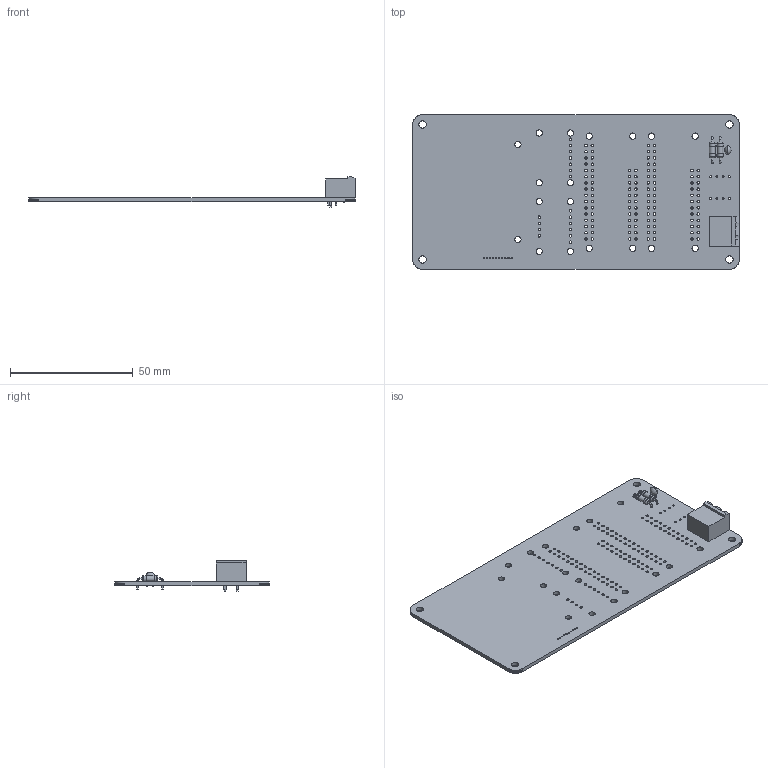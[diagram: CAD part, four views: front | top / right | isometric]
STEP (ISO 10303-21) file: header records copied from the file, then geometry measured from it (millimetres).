
FILE_DESCRIPTION(('KiCad electronic assembly'),'2;1');
FILE_NAME('Cryologger ITB.step','2023-03-11T17:48:35',('Pcbnew'),( 'Kicad'),'Open CASCADE STEP processor 7.6','KiCad to STEP converter' ,'Unknown');
FILE_SCHEMA(('AUTOMOTIVE_DESIGN { 1 0 10303 214 1 1 1 1 }'));
Length unit declared in the file: millimetre
Products named in the file (8): Cryologger ITB 1; PhoenixContact_MSTBA_2,5_2-G-5,08_1x02_P5.08mm_Horizontal; SOLID; R_Axial_DIN0207_L6.3mm_D2.5mm_P10.16mm_Horizontal; C_Disc_D3.8mm_W2.6mm_P2.50mm; PCB
Assembly tree (8 placements, depth 3):
  Cryologger ITB 1
    PhoenixContact_MSTBA_2,5_2-G-5,08_1x02_P5.08mm_Horizontal
      SOLID
    R_Axial_DIN0207_L6.3mm_D2.5mm_P10.16mm_Horizontal  x2
      SOLID
    C_Disc_D3.8mm_W2.6mm_P2.50mm
      SOLID
    PCB
Bounding box: 133 x 63 x 12.6 mm (x, y, z)
Volume: 13577 mm3; surface area: 19122.3 mm2
Topology: 5 solids, 5 shells, 354 faces, 967 edges, 633 vertices
Faces by surface type: cylinder 195, plane 145, torus 8, revolution 4, sphere 2
Full cylindrical faces by diameter (mm): 0.5 x12, 0.6 x8, 0.762 x8, 0.8 x6, 1 x108, 1.016 x21, 1.4 x2, 2.25 x2, 2.5 x6, 2.54 x16, 3 x4
Entity records: 27960 total; most frequent: CARTESIAN_POINT 8263, DIRECTION 3504, LINE 2020, VECTOR 2020, ORIENTED_EDGE 1876, PCURVE 1876, DEFINITIONAL_REPRESENTATION 1876, EDGE_CURVE 938
